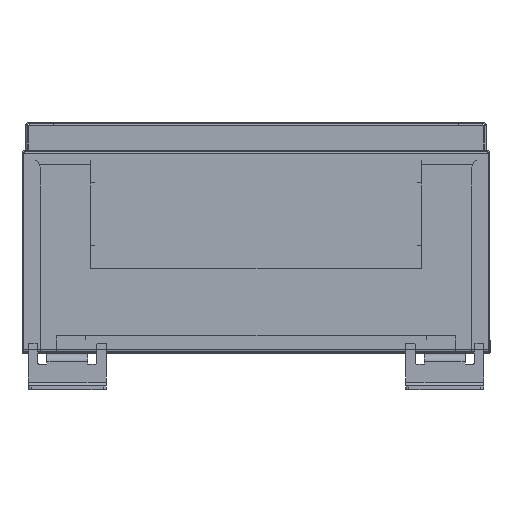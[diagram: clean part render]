
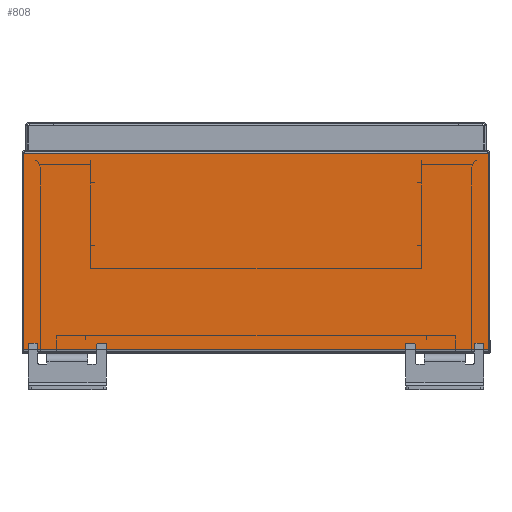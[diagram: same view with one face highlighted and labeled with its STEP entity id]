
A CAD part, left-side view. The second image highlights one B-rep face of the part: STEP entity #808.
In plain terms, the highlighted planar face has unit normal (-1, 0, 0).
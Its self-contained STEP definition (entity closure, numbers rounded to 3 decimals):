
#400 = FACE_OUTER_BOUND ( 'NONE', #24164, .T. ) ;
#808 = ADVANCED_FACE ( 'NONE', ( #400 ), #12689, .F. ) ;
#989 = ORIENTED_EDGE ( 'NONE', *, *, #23920, .T. ) ;
#1612 = VECTOR ( 'NONE', #13271, 1000. ) ;
#2048 = CARTESIAN_POINT ( 'NONE',  ( -300., 0., 0. ) ) ;
#2448 = ORIENTED_EDGE ( 'NONE', *, *, #23898, .T. ) ;
#2766 = CARTESIAN_POINT ( 'NONE',  ( -300., -150., 0. ) ) ;
#2780 = LINE ( 'NONE', #7137, #1612 ) ;
#3688 = AXIS2_PLACEMENT_3D ( 'NONE', #2048, #10366, #14962 ) ;
#4488 = CARTESIAN_POINT ( 'NONE',  ( -300., 150., 127. ) ) ;
#4949 = LINE ( 'NONE', #19226, #5600 ) ;
#5600 = VECTOR ( 'NONE', #17066, 1000. ) ;
#5794 = DIRECTION ( 'NONE',  ( 0., 1., 0. ) ) ;
#6953 = VERTEX_POINT ( 'NONE', #4488 ) ;
#7137 = CARTESIAN_POINT ( 'NONE',  ( -300., 150., 1. ) ) ;
#7770 = EDGE_CURVE ( 'NONE', #8003, #18660, #2780, .T. ) ;
#8003 = VERTEX_POINT ( 'NONE', #8999 ) ;
#8999 = CARTESIAN_POINT ( 'NONE',  ( -300., -150., 1. ) ) ;
#10366 = DIRECTION ( 'NONE',  ( 1., 0., 0. ) ) ;
#11089 = DIRECTION ( 'NONE',  ( 0., 0., 1. ) ) ;
#11354 = CARTESIAN_POINT ( 'NONE',  ( -300., 150., 1. ) ) ;
#12465 = CARTESIAN_POINT ( 'NONE',  ( -300., -150., 127. ) ) ;
#12689 = PLANE ( 'NONE',  #3688 ) ;
#12919 = ORIENTED_EDGE ( 'NONE', *, *, #7770, .F. ) ;
#13271 = DIRECTION ( 'NONE',  ( 0., 1., 0. ) ) ;
#14962 = DIRECTION ( 'NONE',  ( 0., 0., -1. ) ) ;
#17066 = DIRECTION ( 'NONE',  ( 0., 0., -1. ) ) ;
#18575 = CARTESIAN_POINT ( 'NONE',  ( -300., -150., 127. ) ) ;
#18660 = VERTEX_POINT ( 'NONE', #11354 ) ;
#19226 = CARTESIAN_POINT ( 'NONE',  ( -300., 150., 0. ) ) ;
#19974 = EDGE_CURVE ( 'NONE', #26245, #6953, #26722, .T. ) ;
#20151 = ORIENTED_EDGE ( 'NONE', *, *, #19974, .T. ) ;
#20678 = VECTOR ( 'NONE', #5794, 1000. ) ;
#20795 = VECTOR ( 'NONE', #11089, 1000. ) ;
#21391 = LINE ( 'NONE', #2766, #20795 ) ;
#23898 = EDGE_CURVE ( 'NONE', #6953, #18660, #4949, .T. ) ;
#23920 = EDGE_CURVE ( 'NONE', #8003, #26245, #21391, .T. ) ;
#24164 = EDGE_LOOP ( 'NONE', ( #20151, #2448, #12919, #989 ) ) ;
#26245 = VERTEX_POINT ( 'NONE', #12465 ) ;
#26722 = LINE ( 'NONE', #18575, #20678 ) ;
